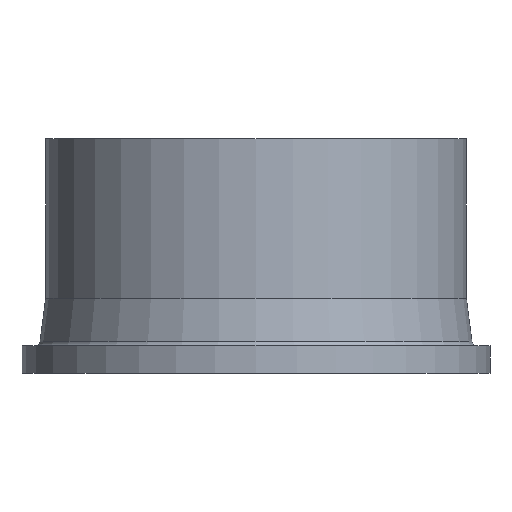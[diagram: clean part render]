
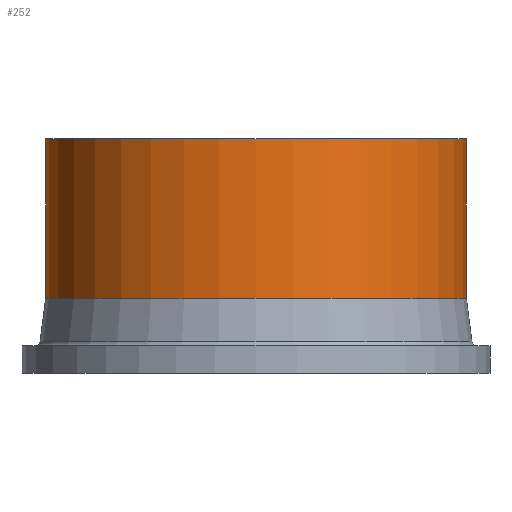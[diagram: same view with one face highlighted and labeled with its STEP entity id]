
A CAD part, front view. The second image highlights one B-rep face of the part: STEP entity #252.
In plain terms, the highlighted cylindrical face has radius 500 mm (diameter 1000 mm), a partial arc.
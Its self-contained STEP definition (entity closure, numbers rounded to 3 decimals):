
#3 = CARTESIAN_POINT ( 'NONE',  ( 500., 0., 0. ) ) ;
#5 = CARTESIAN_POINT ( 'NONE',  ( 500., 0., 557. ) ) ;
#13 = AXIS2_PLACEMENT_3D ( 'NONE', #284, #472, #477 ) ;
#19 = ORIENTED_EDGE ( 'NONE', *, *, #143, .T. ) ;
#22 = VERTEX_POINT ( 'NONE', #5 ) ;
#27 = FACE_OUTER_BOUND ( 'NONE', #104, .T. ) ;
#72 = DIRECTION ( 'NONE',  ( 0., 0., -1. ) ) ;
#97 = DIRECTION ( 'NONE',  ( 0., 0., -1. ) ) ;
#104 = EDGE_LOOP ( 'NONE', ( #241, #19, #273, #350 ) ) ;
#106 = LINE ( 'NONE', #390, #229 ) ;
#143 = EDGE_CURVE ( 'NONE', #22, #236, #356, .T. ) ;
#144 = AXIS2_PLACEMENT_3D ( 'NONE', #396, #191, #434 ) ;
#176 = CYLINDRICAL_SURFACE ( 'NONE', #13, 500. ) ;
#191 = DIRECTION ( 'NONE',  ( 0., 0., -1. ) ) ;
#229 = VECTOR ( 'NONE', #72, 1000. ) ;
#234 = DIRECTION ( 'NONE',  ( -1., 0., 0. ) ) ;
#236 = VERTEX_POINT ( 'NONE', #242 ) ;
#240 = VERTEX_POINT ( 'NONE', #320 ) ;
#241 = ORIENTED_EDGE ( 'NONE', *, *, #424, .F. ) ;
#242 = CARTESIAN_POINT ( 'NONE',  ( -500., 0., 557. ) ) ;
#252 = ADVANCED_FACE ( 'NONE', ( #27 ), #176, .T. ) ;
#266 = CARTESIAN_POINT ( 'NONE',  ( 0., 0., 557. ) ) ;
#273 = ORIENTED_EDGE ( 'NONE', *, *, #299, .T. ) ;
#284 = CARTESIAN_POINT ( 'NONE',  ( 0., 0., 0. ) ) ;
#287 = CARTESIAN_POINT ( 'NONE',  ( -500., 0., 178. ) ) ;
#299 = EDGE_CURVE ( 'NONE', #236, #383, #106, .T. ) ;
#317 = AXIS2_PLACEMENT_3D ( 'NONE', #266, #97, #234 ) ;
#320 = CARTESIAN_POINT ( 'NONE',  ( 500., 0., 178. ) ) ;
#332 = DIRECTION ( 'NONE',  ( 0., 0., -1. ) ) ;
#343 = EDGE_CURVE ( 'NONE', #240, #383, #460, .T. ) ;
#350 = ORIENTED_EDGE ( 'NONE', *, *, #343, .F. ) ;
#356 = CIRCLE ( 'NONE', #317, 500. ) ;
#377 = VECTOR ( 'NONE', #332, 1000. ) ;
#383 = VERTEX_POINT ( 'NONE', #287 ) ;
#390 = CARTESIAN_POINT ( 'NONE',  ( -500., 0., 0. ) ) ;
#396 = CARTESIAN_POINT ( 'NONE',  ( 0., 0., 178. ) ) ;
#424 = EDGE_CURVE ( 'NONE', #22, #240, #445, .T. ) ;
#434 = DIRECTION ( 'NONE',  ( -1., 0., 0. ) ) ;
#445 = LINE ( 'NONE', #3, #377 ) ;
#460 = CIRCLE ( 'NONE', #144, 500. ) ;
#472 = DIRECTION ( 'NONE',  ( 0., 0., -1. ) ) ;
#477 = DIRECTION ( 'NONE',  ( -1., 0., 0. ) ) ;
